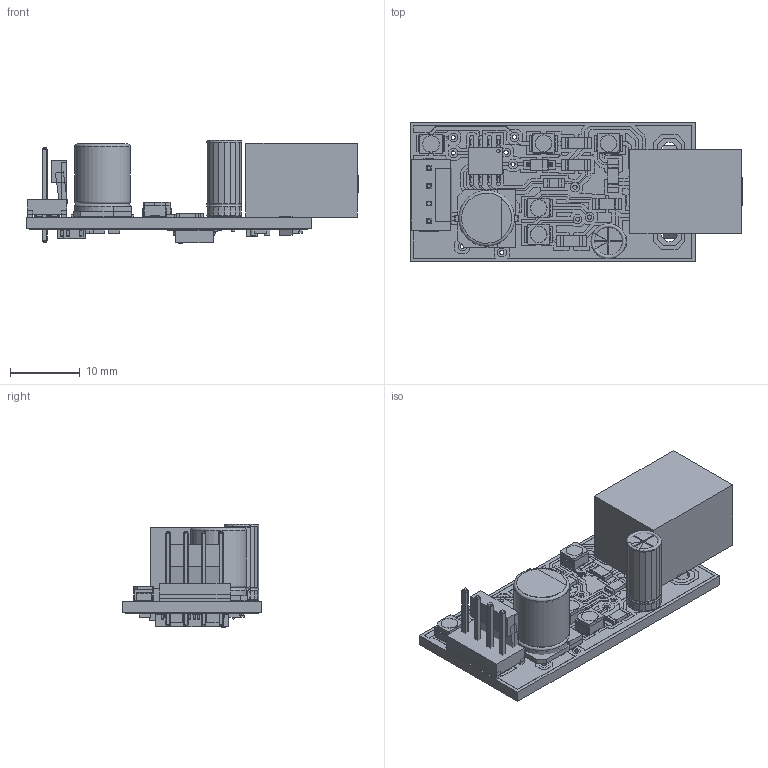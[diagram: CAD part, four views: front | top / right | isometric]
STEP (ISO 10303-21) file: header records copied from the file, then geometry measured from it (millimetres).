
FILE_DESCRIPTION (( 'STEP AP214' ), '1' );
FILE_NAME ('Usb-Lin-Adapter', '', ( '' ), ( '' ), 'STEP 3.0', 'TARGET 3001!', '' );
FILE_SCHEMA (( 'AUTOMOTIVE_DESIGN' ));
Length unit declared in the file: millimetre
Products named in the file (1): pcb
Bounding box: 47.7 x 20 x 14.8 mm (x, y, z)
Volume: 4890.4 mm3; surface area: 8999.1 mm2
Topology: 723 solids, 723 shells, 7207 faces, 17300 edges, 11531 vertices
Faces by surface type: plane 6740, cylinder 456, torus 11
Entity records: 170767 total; most frequent: ORIENTED_EDGE 34568, DIRECTION 23259, EDGE_CURVE 17284, LINE 16356, VECTOR 16128, CARTESIAN_POINT 12012, VERTEX_POINT 11528, EDGE_LOOP 7366
